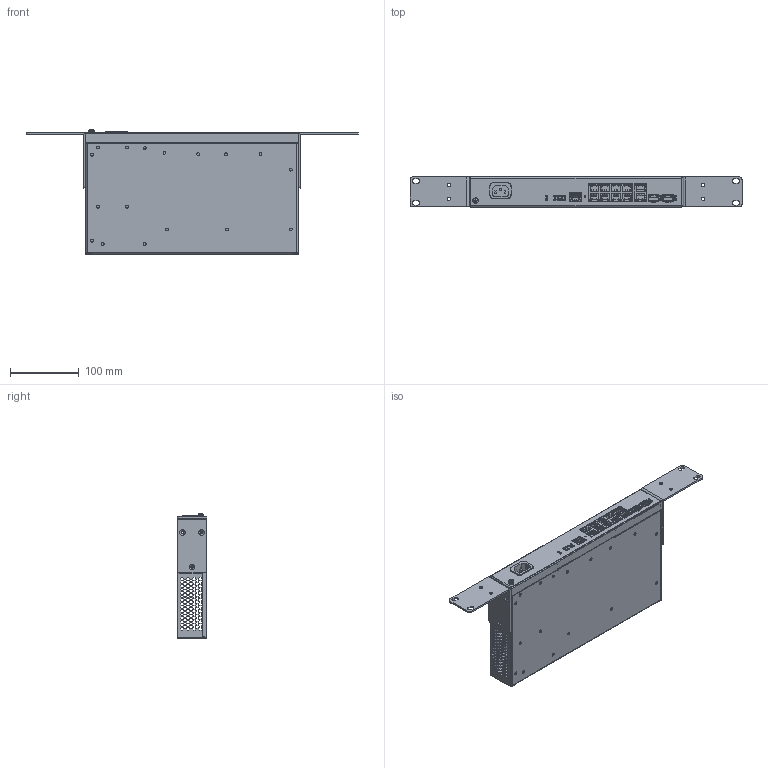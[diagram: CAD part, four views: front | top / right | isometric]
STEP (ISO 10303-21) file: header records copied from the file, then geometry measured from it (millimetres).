
FILE_DESCRIPTION (( 'STEP AP214' ), '1' );
FILE_NAME ('MES2408CP.STEP', '2025-08-26T03:35:46', ( '' ), ( '' ), 'SwSTEP 2.0', 'SolidWorks 2023', '' );
FILE_SCHEMA (( 'AUTOMOTIVE_DESIGN' ));
Length unit declared in the file: millimetre
Products named in the file (22): __MES2408CPAC(1).19.1.021_MES2408CPAC; __RJ45_1X1_SH_RJ45_1X1_SH_3019AB5611(KINSUN); __SFP_CAGE_1X1_SFP_CAGE_1X1_TYCO 2227302-1; __MES2408PL(1).19.1.030; __SWT42_SWT42_SWT-42-4.3; __DIN7985 M4_DIN7985 M4x10; __ПП mes2408c(p) rev.c1 (2v0); __LED2X1RYG_55307XXF__LED2X1RYG_55307XXF__FLR-32W04P (model); __KINSIN3027_KINSIN3027; MES2408CP; __RJ45_2X4_8P8C_WL_RJ45_2X4_8P8C_WL_kingsun 3027s-48831 v2; __FLANGE.01.001.XXX_RAL7035; __MES2408CPAC(2).19.1.000_MES2408CAC(2).19.1.000; __SPM160-220x56 rev.b (1v2); __MES2408CP.19.1.011; __DIN6798 А_DIN 6798A-4.3; __MES2408PL.19.1.031; __MW42H30L60_MW42H30L60; __SC9R1_SC9R1; __ПП spm160-220x56 rev.b (1v2); __MES2408CP.19.1.010; __MES2408CPAC(1).19.1.020_MES2408СAC(1).19.1.020
Assembly tree (28 placements, depth 4):
  MES2408CP
    __ПП mes2408c(p) rev.c1 (2v0)
      __LED2X1RYG_55307XXF__LED2X1RYG_55307XXF__FLR-32W04P (model)  x7
      __RJ45_1X1_SH_RJ45_1X1_SH_3019AB5611(KINSUN)
      __RJ45_2X4_8P8C_WL_RJ45_2X4_8P8C_WL_kingsun 3027s-48831 v2
      __KINSIN3027_KINSIN3027
      __SWT42_SWT42_SWT-42-4.3
      __SFP_CAGE_1X1_SFP_CAGE_1X1_TYCO 2227302-1  x2
    __SPM160-220x56 rev.b (1v2)
      __ПП spm160-220x56 rev.b (1v2)
        __SC9R1_SC9R1
    __MES2408CPAC(2).19.1.000_MES2408CAC(2).19.1.000
      __MES2408CP.19.1.010
        __MES2408CP.19.1.011
      __MES2408CPAC(1).19.1.020_MES2408СAC(1).19.1.020
        __MES2408CPAC(1).19.1.021_MES2408CPAC
      __MES2408PL(1).19.1.030
        __MES2408PL.19.1.031
      __FLANGE.01.001.XXX_RAL7035  x2
    __DIN6798 А_DIN 6798A-4.3
    __DIN7985 M4_DIN7985 M4x10
  __MW42H30L60_MW42H30L60
Bounding box: 482.6 x 43.6 x 181.52 mm (x, y, z)
Volume: 253793.8 mm3; surface area: 397889.7 mm2
Topology: 24 solids, 24 shells, 7293 faces, 21205 edges, 13997 vertices
Faces by surface type: plane 5797, cylinder 1292, cone 106, bspline 50, torus 46, sphere 2
Entity records: 222011 total; most frequent: CARTESIAN_POINT 37516, ORIENTED_EDGE 35604, DIRECTION 32270, EDGE_CURVE 17802, LINE 15334, VECTOR 15334, VERTEX_POINT 11755, AXIS2_PLACEMENT_3D 8468
